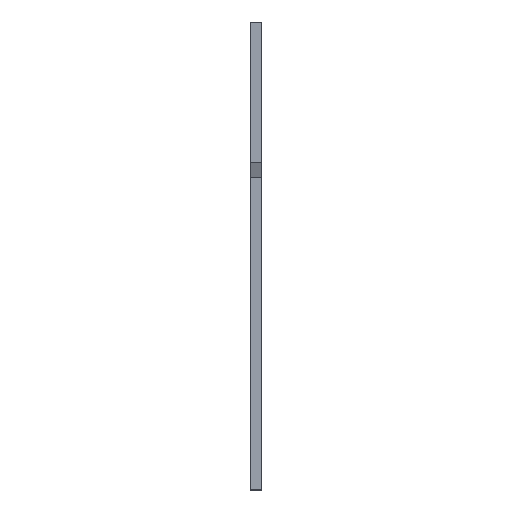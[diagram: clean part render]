
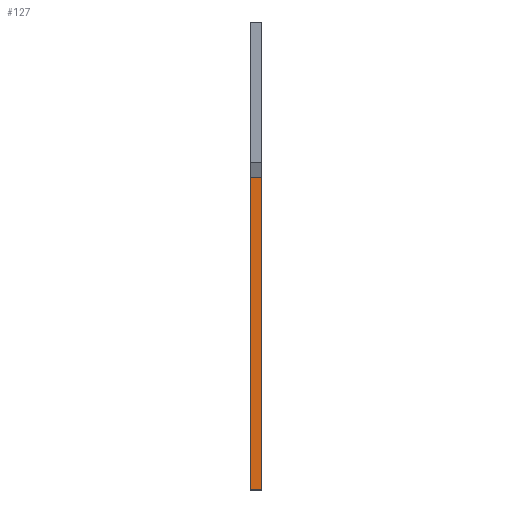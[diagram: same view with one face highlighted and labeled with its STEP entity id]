
A CAD part, left-side view. The second image highlights one B-rep face of the part: STEP entity #127.
In plain terms, the highlighted planar face has unit normal (-1, 0, 0).
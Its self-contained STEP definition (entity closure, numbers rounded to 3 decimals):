
#34 = ORIENTED_EDGE ( 'NONE', *, *, #402, .F. ) ;
#42 = VERTEX_POINT ( 'NONE', #317 ) ;
#49 = CARTESIAN_POINT ( 'NONE',  ( -314.605, 5., 8.438 ) ) ;
#76 = DIRECTION ( 'NONE',  ( 0., -1., 0. ) ) ;
#99 = DIRECTION ( 'NONE',  ( 0., -1., 0. ) ) ;
#111 = DIRECTION ( 'NONE',  ( 0., 0., -1. ) ) ;
#127 = ADVANCED_FACE ( 'NONE', ( #220 ), #386, .F. ) ;
#141 = VECTOR ( 'NONE', #308, 1000. ) ;
#149 = VERTEX_POINT ( 'NONE', #735 ) ;
#150 = EDGE_CURVE ( 'NONE', #268, #672, #541, .T. ) ;
#158 = LINE ( 'NONE', #473, #528 ) ;
#171 = DIRECTION ( 'NONE',  ( 1., 0., 0. ) ) ;
#220 = FACE_OUTER_BOUND ( 'NONE', #453, .T. ) ;
#242 = CARTESIAN_POINT ( 'NONE',  ( -314.605, 0., 8.438 ) ) ;
#268 = VERTEX_POINT ( 'NONE', #570 ) ;
#273 = EDGE_CURVE ( 'NONE', #42, #672, #303, .T. ) ;
#295 = LINE ( 'NONE', #584, #141 ) ;
#303 = LINE ( 'NONE', #242, #614 ) ;
#308 = DIRECTION ( 'NONE',  ( 0., 0., 1. ) ) ;
#317 = CARTESIAN_POINT ( 'NONE',  ( -314.605, 0., -125. ) ) ;
#325 = EDGE_CURVE ( 'NONE', #149, #42, #158, .T. ) ;
#350 = ORIENTED_EDGE ( 'NONE', *, *, #325, .T. ) ;
#386 = PLANE ( 'NONE',  #655 ) ;
#402 = EDGE_CURVE ( 'NONE', #149, #268, #295, .T. ) ;
#411 = DIRECTION ( 'NONE',  ( 0., 0., 1. ) ) ;
#453 = EDGE_LOOP ( 'NONE', ( #587, #494, #34, #350 ) ) ;
#473 = CARTESIAN_POINT ( 'NONE',  ( -314.605, 5., -125. ) ) ;
#494 = ORIENTED_EDGE ( 'NONE', *, *, #150, .F. ) ;
#503 = CARTESIAN_POINT ( 'NONE',  ( -314.605, 0., 8.438 ) ) ;
#528 = VECTOR ( 'NONE', #76, 1000. ) ;
#541 = LINE ( 'NONE', #49, #662 ) ;
#570 = CARTESIAN_POINT ( 'NONE',  ( -314.605, 5., 8.438 ) ) ;
#584 = CARTESIAN_POINT ( 'NONE',  ( -314.605, 5., 8.438 ) ) ;
#587 = ORIENTED_EDGE ( 'NONE', *, *, #273, .T. ) ;
#614 = VECTOR ( 'NONE', #411, 1000. ) ;
#655 = AXIS2_PLACEMENT_3D ( 'NONE', #669, #171, #111 ) ;
#662 = VECTOR ( 'NONE', #99, 1000. ) ;
#669 = CARTESIAN_POINT ( 'NONE',  ( -314.605, 5., 8.438 ) ) ;
#672 = VERTEX_POINT ( 'NONE', #503 ) ;
#735 = CARTESIAN_POINT ( 'NONE',  ( -314.605, 5., -125. ) ) ;
